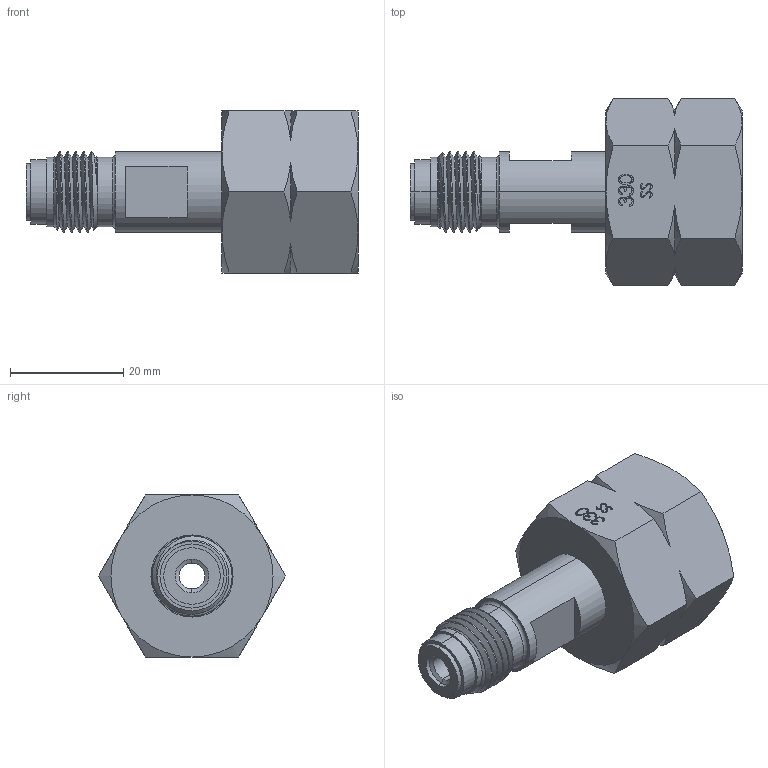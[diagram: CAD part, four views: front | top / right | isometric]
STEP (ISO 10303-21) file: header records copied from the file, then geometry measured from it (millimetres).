
FILE_DESCRIPTION (( 'STEP AP203' ), '1' );
FILE_NAME ('INL-330SS-4MFS-28.STEP', '2025-01-08T19:42:46', ( '' ), ( '' ), 'SwSTEP 2.0', 'SolidWorks 2018', '' );
FILE_SCHEMA (( 'CONFIG_CONTROL_DESIGN' ));
Length unit declared in the file: inch
Products named in the file (1): INL-330SS-4MFS-28
Bounding box: 58.56 x 33 x 28.57 mm (x, y, z)
Volume: 16806.4 mm3; surface area: 9203.4 mm2
Topology: 3 solids, 3 shells, 208 faces, 618 edges, 430 vertices
Faces by surface type: bspline 73, cone 45, cylinder 44, plane 40, torus 6
Entity records: 16659 total; most frequent: CARTESIAN_POINT 11750, ORIENTED_EDGE 1236, DIRECTION 654, EDGE_CURVE 618, VERTEX_POINT 430, B_SPLINE_CURVE_WITH_KNOTS 315, AXIS2_PLACEMENT_3D 236, EDGE_LOOP 228
